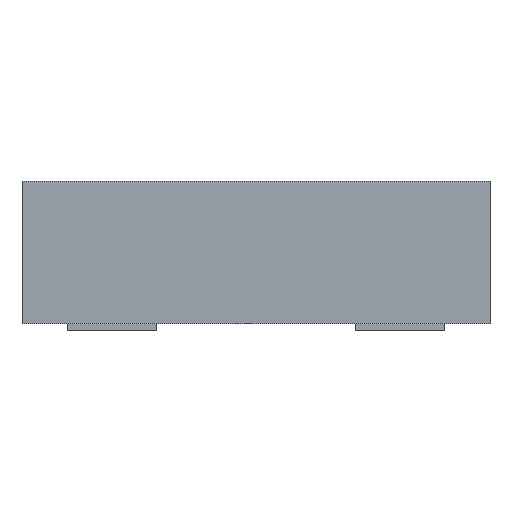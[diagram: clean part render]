
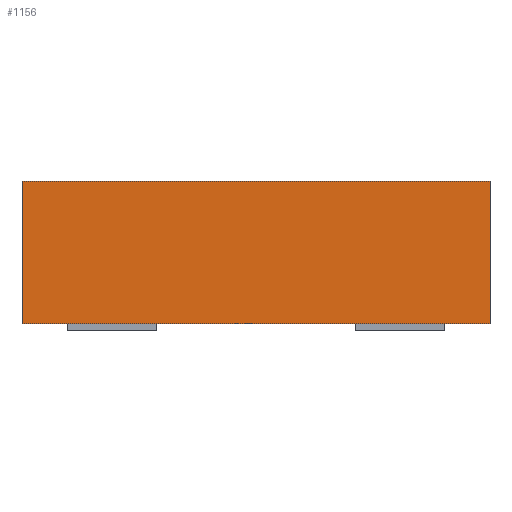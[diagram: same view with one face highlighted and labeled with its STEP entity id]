
A CAD part, front view. The second image highlights one B-rep face of the part: STEP entity #1156.
In plain terms, the highlighted planar face has unit normal (0, -1, 0).
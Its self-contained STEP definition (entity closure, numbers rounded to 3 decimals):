
#294 = VERTEX_POINT('',#295);
#295 = CARTESIAN_POINT('',(-3.28,-3.38,2.1));
#301 = EDGE_CURVE('',#294,#302,#304,.T.);
#302 = VERTEX_POINT('',#303);
#303 = CARTESIAN_POINT('',(3.28,-3.38,2.1));
#304 = LINE('',#305,#306);
#305 = CARTESIAN_POINT('',(3.28,-3.38,2.1));
#306 = VECTOR('',#307,1.);
#307 = DIRECTION('',(1.,0.,0.));
#1156 = ADVANCED_FACE('',(#1157),#1182,.F.);
#1157 = FACE_BOUND('',#1158,.T.);
#1158 = EDGE_LOOP('',(#1159,#1167,#1168,#1176));
#1159 = ORIENTED_EDGE('',*,*,#1160,.F.);
#1160 = EDGE_CURVE('',#302,#1161,#1163,.T.);
#1161 = VERTEX_POINT('',#1162);
#1162 = CARTESIAN_POINT('',(3.28,-3.38,0.1));
#1163 = LINE('',#1164,#1165);
#1164 = CARTESIAN_POINT('',(3.28,-3.38,2.1));
#1165 = VECTOR('',#1166,1.);
#1166 = DIRECTION('',(-0.,0.,-1.));
#1167 = ORIENTED_EDGE('',*,*,#301,.F.);
#1168 = ORIENTED_EDGE('',*,*,#1169,.F.);
#1169 = EDGE_CURVE('',#1170,#294,#1172,.T.);
#1170 = VERTEX_POINT('',#1171);
#1171 = CARTESIAN_POINT('',(-3.28,-3.38,0.1));
#1172 = LINE('',#1173,#1174);
#1173 = CARTESIAN_POINT('',(-3.28,-3.38,2.1));
#1174 = VECTOR('',#1175,1.);
#1175 = DIRECTION('',(0.,0.,1.));
#1176 = ORIENTED_EDGE('',*,*,#1177,.F.);
#1177 = EDGE_CURVE('',#1161,#1170,#1178,.T.);
#1178 = LINE('',#1179,#1180);
#1179 = CARTESIAN_POINT('',(-3.28,-3.38,0.1));
#1180 = VECTOR('',#1181,1.);
#1181 = DIRECTION('',(-1.,-0.,0.));
#1182 = PLANE('',#1183);
#1183 = AXIS2_PLACEMENT_3D('',#1184,#1185,#1186);
#1184 = CARTESIAN_POINT('',(-3.28,-3.38,2.1));
#1185 = DIRECTION('',(0.,1.,0.));
#1186 = DIRECTION('',(-1.,-0.,0.));
